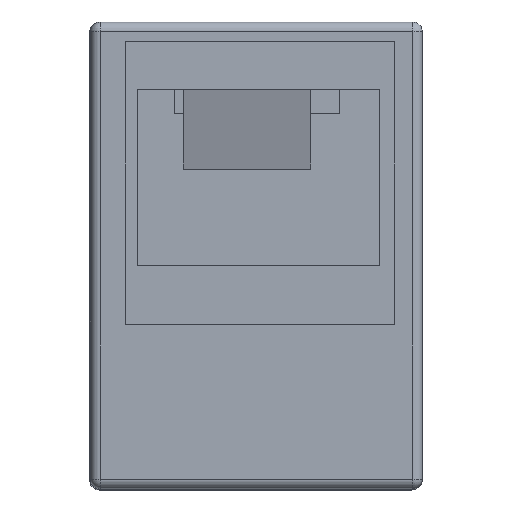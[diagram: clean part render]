
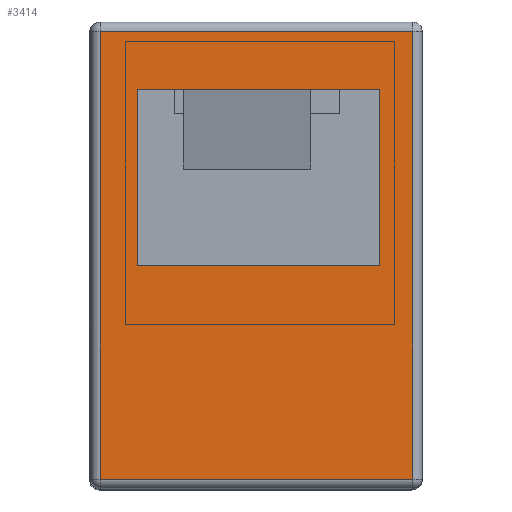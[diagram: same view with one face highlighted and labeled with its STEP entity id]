
A CAD part, top view. The second image highlights one B-rep face of the part: STEP entity #3414.
In plain terms, the highlighted planar face has unit normal (0, 0, 1).
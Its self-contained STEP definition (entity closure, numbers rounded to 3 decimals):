
#92=FACE_BOUND('',#549,.T.);
#338=FACE_OUTER_BOUND('',#548,.T.);
#548=EDGE_LOOP('',(#2847,#2848,#2849,#2850));
#549=EDGE_LOOP('',(#2851,#2852,#2853,#2854));
#856=LINE('',#5403,#1239);
#860=LINE('',#5412,#1243);
#864=LINE('',#5421,#1247);
#866=LINE('',#5424,#1249);
#879=LINE('',#5455,#1262);
#880=LINE('',#5457,#1263);
#881=LINE('',#5459,#1264);
#882=LINE('',#5460,#1265);
#1239=VECTOR('',#4433,10.);
#1243=VECTOR('',#4443,10.);
#1247=VECTOR('',#4453,10.);
#1249=VECTOR('',#4457,10.);
#1262=VECTOR('',#4486,10.);
#1263=VECTOR('',#4487,10.);
#1264=VECTOR('',#4488,10.);
#1265=VECTOR('',#4489,10.);
#1582=VERTEX_POINT('',#5374);
#1587=VERTEX_POINT('',#5384);
#1588=VERTEX_POINT('',#5388);
#1591=VERTEX_POINT('',#5395);
#1606=VERTEX_POINT('',#5453);
#1607=VERTEX_POINT('',#5454);
#1608=VERTEX_POINT('',#5456);
#1609=VERTEX_POINT('',#5458);
#2011=EDGE_CURVE('',#1591,#1587,#856,.T.);
#2016=EDGE_CURVE('',#1588,#1591,#860,.T.);
#2021=EDGE_CURVE('',#1582,#1588,#864,.T.);
#2023=EDGE_CURVE('',#1587,#1582,#866,.T.);
#2038=EDGE_CURVE('',#1606,#1607,#879,.T.);
#2039=EDGE_CURVE('',#1607,#1608,#880,.T.);
#2040=EDGE_CURVE('',#1608,#1609,#881,.T.);
#2041=EDGE_CURVE('',#1609,#1606,#882,.T.);
#2847=ORIENTED_EDGE('',*,*,#2011,.F.);
#2848=ORIENTED_EDGE('',*,*,#2016,.F.);
#2849=ORIENTED_EDGE('',*,*,#2021,.F.);
#2850=ORIENTED_EDGE('',*,*,#2023,.F.);
#2851=ORIENTED_EDGE('',*,*,#2038,.T.);
#2852=ORIENTED_EDGE('',*,*,#2039,.T.);
#2853=ORIENTED_EDGE('',*,*,#2040,.T.);
#2854=ORIENTED_EDGE('',*,*,#2041,.T.);
#3227=PLANE('',#3710);
#3414=ADVANCED_FACE('',(#338,#92),#3227,.T.);
#3710=AXIS2_PLACEMENT_3D('',#5452,#4484,#4485);
#4433=DIRECTION('',(-1.,0.,0.));
#4443=DIRECTION('',(0.,-1.,0.));
#4453=DIRECTION('',(1.,0.,0.));
#4457=DIRECTION('',(0.,1.,0.));
#4484=DIRECTION('center_axis',(0.,0.,
1.));
#4485=DIRECTION('ref_axis',(-1.,0.,0.));
#4486=DIRECTION('',(0.,-1.,0.));
#4487=DIRECTION('',(-1.,0.,0.));
#4488=DIRECTION('',(0.,1.,0.));
#4489=DIRECTION('',(1.,0.,0.));
#5374=CARTESIAN_POINT('',(-60.825,55.885,105.25));
#5384=CARTESIAN_POINT('',(-60.825,10.21,105.25));
#5388=CARTESIAN_POINT('',(-28.914,55.885,105.25));
#5395=CARTESIAN_POINT('',(-28.914,10.21,105.25));
#5403=CARTESIAN_POINT('',(-36.392,10.21,105.25));
#5412=CARTESIAN_POINT('',(-28.914,44.966,105.25));
#5421=CARTESIAN_POINT('',(-53.347,55.885,105.25));
#5424=CARTESIAN_POINT('',(-60.825,21.128,105.25));
#5452=CARTESIAN_POINT('Origin',(-44.87,33.047,105.25));
#5453=CARTESIAN_POINT('',(-32.264,49.989,105.25));
#5454=CARTESIAN_POINT('',(-32.264,31.989,105.25));
#5455=CARTESIAN_POINT('',(-32.264,36.489,105.25));
#5456=CARTESIAN_POINT('',(-57.013,31.989,105.25));
#5457=CARTESIAN_POINT('',(-50.941,31.989,105.25));
#5458=CARTESIAN_POINT('',(-57.013,49.989,105.25));
#5459=CARTESIAN_POINT('',(-57.013,49.989,105.25));
#5460=CARTESIAN_POINT('',(-32.264,49.989,105.25));
